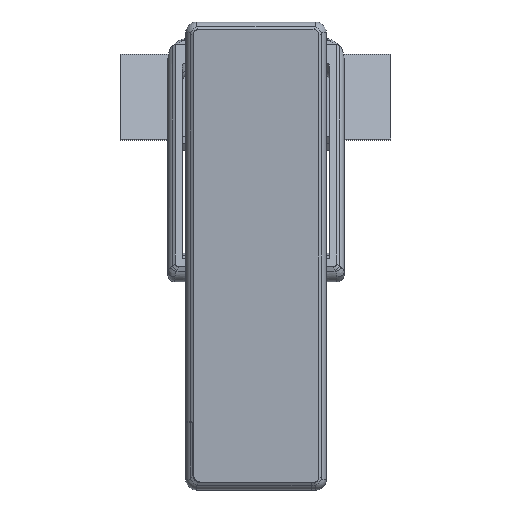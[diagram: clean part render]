
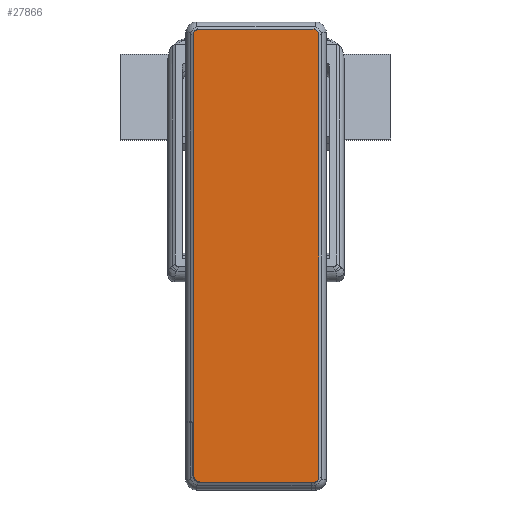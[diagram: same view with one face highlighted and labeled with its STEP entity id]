
A CAD part, front view. The second image highlights one B-rep face of the part: STEP entity #27866.
In plain terms, the highlighted planar face has unit normal (0, -1, 0).
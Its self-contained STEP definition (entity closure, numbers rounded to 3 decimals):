
#266=ELLIPSE('',#29683,6.761,3.);
#267=ELLIPSE('',#29687,6.761,3.);
#268=ELLIPSE('',#29688,6.761,3.);
#1474=PLANE('',#29686);
#2738=FACE_OUTER_BOUND('',#4320,.T.);
#4320=EDGE_LOOP('',(#19502,#19503,#19504,#19505,#19506,#19507,#19508,#19509,
#19510,#19511,#19512,#19513));
#5978=LINE('',#40398,#8716);
#6000=LINE('',#40452,#8738);
#6001=LINE('',#40455,#8739);
#6002=LINE('',#40459,#8740);
#6003=LINE('',#40463,#8741);
#6004=LINE('',#40465,#8742);
#6005=LINE('',#40467,#8743);
#6006=LINE('',#40470,#8744);
#8716=VECTOR('',#31993,10.);
#8738=VECTOR('',#32039,10.);
#8739=VECTOR('',#32042,10.);
#8740=VECTOR('',#32045,10.);
#8741=VECTOR('',#32048,10.);
#8742=VECTOR('',#32049,10.);
#8743=VECTOR('',#32050,10.);
#8744=VECTOR('',#32053,10.);
#11477=CIRCLE('',#29689,2.);
#12264=VERTEX_POINT('',#40395);
#12265=VERTEX_POINT('',#40397);
#12284=VERTEX_POINT('',#40444);
#12285=VERTEX_POINT('',#40445);
#12286=VERTEX_POINT('',#40454);
#12287=VERTEX_POINT('',#40456);
#12288=VERTEX_POINT('',#40458);
#12289=VERTEX_POINT('',#40460);
#12290=VERTEX_POINT('',#40462);
#12291=VERTEX_POINT('',#40464);
#12292=VERTEX_POINT('',#40466);
#12293=VERTEX_POINT('',#40468);
#15090=EDGE_CURVE('',#12265,#12264,#5978,.T.);
#15114=EDGE_CURVE('',#12284,#12285,#266,.T.);
#15118=EDGE_CURVE('',#12264,#12285,#6000,.T.);
#15119=EDGE_CURVE('',#12284,#12286,#6001,.T.);
#15120=EDGE_CURVE('',#12287,#12286,#267,.T.);
#15121=EDGE_CURVE('',#12287,#12288,#6002,.T.);
#15122=EDGE_CURVE('',#12289,#12288,#268,.T.);
#15123=EDGE_CURVE('',#12289,#12290,#6003,.T.);
#15124=EDGE_CURVE('',#12290,#12291,#6004,.T.);
#15125=EDGE_CURVE('',#12291,#12292,#6005,.T.);
#15126=EDGE_CURVE('',#12293,#12292,#11477,.T.);
#15127=EDGE_CURVE('',#12293,#12265,#6006,.T.);
#19502=ORIENTED_EDGE('',*,*,#15114,.F.);
#19503=ORIENTED_EDGE('',*,*,#15119,.T.);
#19504=ORIENTED_EDGE('',*,*,#15120,.F.);
#19505=ORIENTED_EDGE('',*,*,#15121,.T.);
#19506=ORIENTED_EDGE('',*,*,#15122,.F.);
#19507=ORIENTED_EDGE('',*,*,#15123,.T.);
#19508=ORIENTED_EDGE('',*,*,#15124,.T.);
#19509=ORIENTED_EDGE('',*,*,#15125,.T.);
#19510=ORIENTED_EDGE('',*,*,#15126,.F.);
#19511=ORIENTED_EDGE('',*,*,#15127,.T.);
#19512=ORIENTED_EDGE('',*,*,#15090,.T.);
#19513=ORIENTED_EDGE('',*,*,#15118,.T.);
#27866=ADVANCED_FACE('',(#2738),#1474,.T.);
#29683=AXIS2_PLACEMENT_3D('',#40446,#32030,#32031);
#29686=AXIS2_PLACEMENT_3D('',#40453,#32040,#32041);
#29687=AXIS2_PLACEMENT_3D('',#40457,#32043,#32044);
#29688=AXIS2_PLACEMENT_3D('',#40461,#32046,#32047);
#29689=AXIS2_PLACEMENT_3D('',#40469,#32051,#32052);
#31993=DIRECTION('',(0.,0.,-1.));
#32030=DIRECTION('center_axis',(0.,1.,0.));
#32031=DIRECTION('ref_axis',(0.707,0.,-0.707));
#32039=DIRECTION('',(1.,0.,0.));
#32040=DIRECTION('center_axis',(0.,-1.,0.));
#32041=DIRECTION('ref_axis',(-1.,0.,0.));
#32042=DIRECTION('',(0.,0.,1.));
#32043=DIRECTION('center_axis',(0.,1.,0.));
#32044=DIRECTION('ref_axis',(0.707,0.,0.707));
#32045=DIRECTION('',(-1.,0.,0.));
#32046=DIRECTION('center_axis',(0.,1.,0.));
#32047=DIRECTION('ref_axis',(-0.707,0.,0.707));
#32048=DIRECTION('',(0.,0.,-1.));
#32049=DIRECTION('',(1.,0.,0.));
#32050=DIRECTION('',(0.,0.,-1.));
#32051=DIRECTION('center_axis',(0.,1.,0.));
#32052=DIRECTION('ref_axis',(-0.707,0.,-0.707));
#32053=DIRECTION('',(1.,0.,0.));
#40395=CARTESIAN_POINT('',(15.5,-26.,-127.946));
#40397=CARTESIAN_POINT('',(15.5,-26.,-127.8));
#40398=CARTESIAN_POINT('',(15.5,-26.,-45.5));
#40444=CARTESIAN_POINT('',(17.446,-26.,-126.225));
#40445=CARTESIAN_POINT('',(15.725,-26.,-127.946));
#40446=CARTESIAN_POINT('Origin',(12.216,-26.,-122.716));
#40452=CARTESIAN_POINT('',(9.75,-26.,-127.946));
#40453=CARTESIAN_POINT('Origin',(19.5,-26.,0.));
#40454=CARTESIAN_POINT('',(17.446,-26.,-3.775));
#40455=CARTESIAN_POINT('',(17.446,-26.,0.));
#40456=CARTESIAN_POINT('',(15.725,-26.,-2.054));
#40457=CARTESIAN_POINT('Origin',(12.216,-26.,-7.284));
#40458=CARTESIAN_POINT('',(-15.725,-26.,-2.054));
#40459=CARTESIAN_POINT('',(9.75,-26.,-2.054));
#40460=CARTESIAN_POINT('',(-17.446,-26.,-3.775));
#40461=CARTESIAN_POINT('Origin',(-12.216,-26.,-7.284));
#40462=CARTESIAN_POINT('',(-17.446,-26.,-111.));
#40463=CARTESIAN_POINT('',(-17.446,-26.,0.));
#40464=CARTESIAN_POINT('',(-17.3,-26.,-111.));
#40465=CARTESIAN_POINT('',(1.1,-26.,-111.));
#40466=CARTESIAN_POINT('',(-17.3,-26.,-125.8));
#40467=CARTESIAN_POINT('',(-17.3,-26.,-63.9));
#40468=CARTESIAN_POINT('',(-15.3,-26.,-127.8));
#40469=CARTESIAN_POINT('Origin',(-15.3,-26.,-125.8));
#40470=CARTESIAN_POINT('',(17.5,-26.,-127.8));
